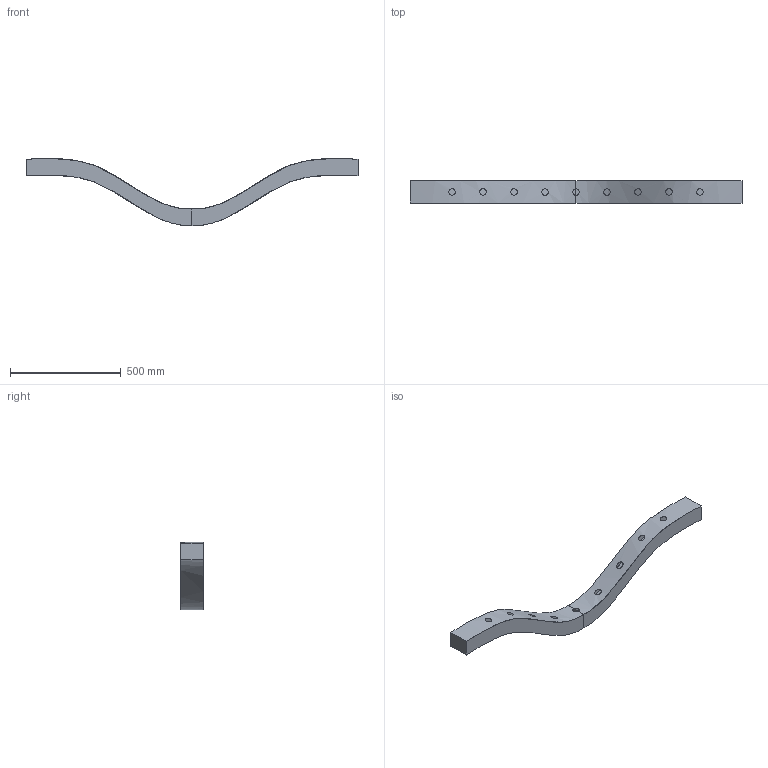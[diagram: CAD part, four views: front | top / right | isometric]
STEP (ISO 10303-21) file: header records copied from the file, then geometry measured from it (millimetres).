
FILE_DESCRIPTION(/* description */ (''),/* implementation_level */ '2;1');
FILE_NAME(/* name */ 'denge_3d',/* time_stamp */ '2017-03-12T22:02:11+02:00',/* author */ (''),/* organization */ (''),/* preprocessor_version */ 'ST-DEVELOPER v15',/* originating_system */ '',/* authorisation */ '');
FILE_SCHEMA (('AUTOMOTIVE_DESIGN'));
Length unit declared in the file: centimetre
Products named in the file (1): Document
Bounding box: 1500 x 100 x 303.16 mm (x, y, z)
Surface area: 569499.6 mm2 (no closed solid volume)
Topology: 0 solids, 8 shells, 12 faces, 57 edges, 52 vertices
Faces by surface type: bspline 8, plane 4
Entity records: 1390 total; most frequent: CARTESIAN_POINT 979, ORIENTED_EDGE 62, EDGE_CURVE 57, B_SPLINE_CURVE_WITH_KNOTS 57, VERTEX_POINT 52, EDGE_LOOP 20, ADVANCED_FACE 12, FACE_OUTER_BOUND 12
